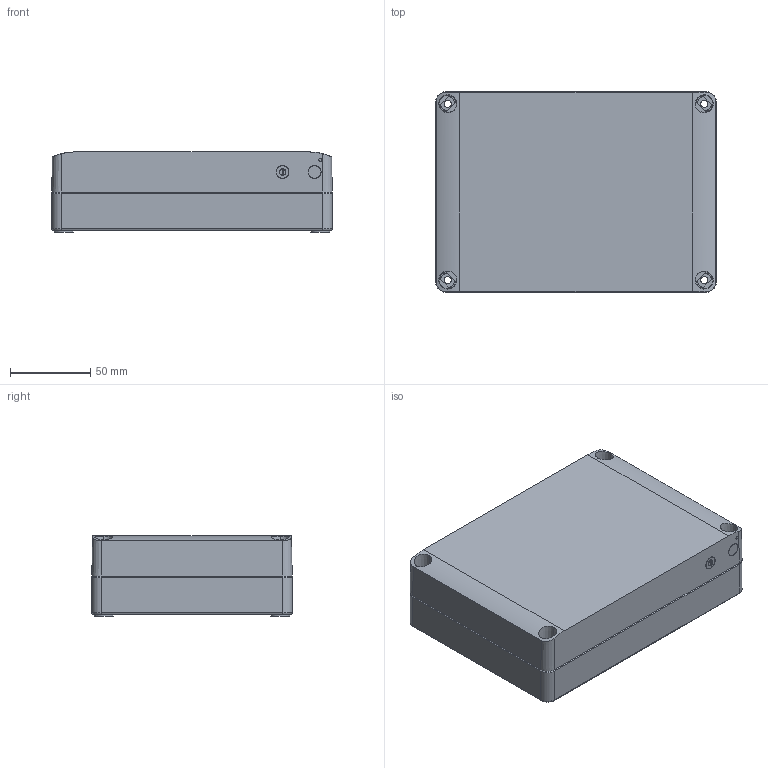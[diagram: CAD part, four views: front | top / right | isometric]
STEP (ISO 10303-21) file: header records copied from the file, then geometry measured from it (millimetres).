
FILE_DESCRIPTION((''),'2;1');
FILE_NAME('SABP131805LG_ASM','2008-12-08T',('pasi_koskela'),(''),'PRO/ENGINEER BY PARAMETRIC TECHNOLOGY CORPORATION, 2008250','PRO/ENGINEER BY PARAMETRIC TECHNOLOGY CORPORATION, 2008250','');
FILE_SCHEMA(('AUTOMOTIVE_DESIGN_CC2 { 1 2 10303 214 -1 1 5 2 }'));
Length unit declared in the file: millimetre
Products named in the file (3): SABG131803L; SABP131803B; SABP131805LG_ASM
Assembly tree (2 placements, depth 2):
  SABP131805LG_ASM
    SABG131803L
    SABP131803B
Bounding box: 175 x 125 x 50 mm (x, y, z)
Volume: 234706.7 mm3; surface area: 153872.2 mm2
Topology: 2 solids, 2 shells, 1750 faces, 4776 edges, 3160 vertices
Faces by surface type: plane 1509, cylinder 145, cone 70, torus 16, extrusion 10
Entity records: 55226 total; most frequent: CARTESIAN_POINT 10357, ORIENTED_EDGE 9552, DIRECTION 8594, EDGE_CURVE 4776, VECTOR 4312, LINE 4302, VERTEX_POINT 3160, AXIS2_PLACEMENT_3D 2141
